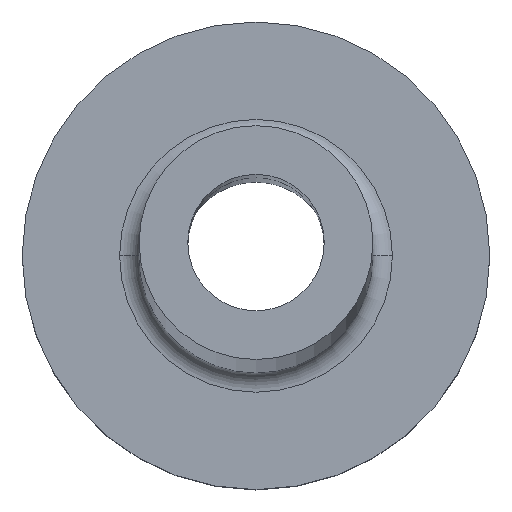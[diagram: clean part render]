
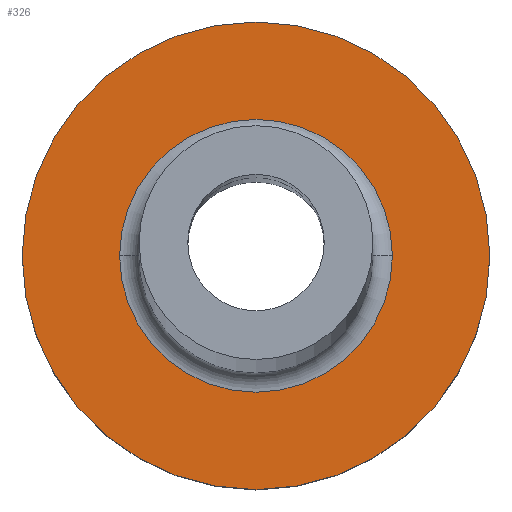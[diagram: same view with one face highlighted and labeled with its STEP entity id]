
A CAD part, top view. The second image highlights one B-rep face of the part: STEP entity #326.
In plain terms, the highlighted planar face has unit normal (0, 0, 1).
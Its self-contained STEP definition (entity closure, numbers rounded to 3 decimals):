
#2 = DIRECTION ( 'NONE',  ( 0., 0., 1. ) ) ;
#6 = ORIENTED_EDGE ( 'NONE', *, *, #422, .T. ) ;
#8 = ORIENTED_EDGE ( 'NONE', *, *, #384, .T. ) ;
#17 = EDGE_LOOP ( 'NONE', ( #6, #259 ) ) ;
#40 = DIRECTION ( 'NONE',  ( 1., 0., 0. ) ) ;
#44 = CIRCLE ( 'NONE', #343, 3.5 ) ;
#79 = CARTESIAN_POINT ( 'NONE',  ( 0., 0., 5. ) ) ;
#100 = EDGE_CURVE ( 'NONE', #288, #165, #166, .T. ) ;
#104 = CARTESIAN_POINT ( 'NONE',  ( 0., 0., 5. ) ) ;
#127 = AXIS2_PLACEMENT_3D ( 'NONE', #104, #322, #455 ) ;
#131 = CARTESIAN_POINT ( 'NONE',  ( 0., 0., 5. ) ) ;
#137 = CARTESIAN_POINT ( 'NONE',  ( 0., 0., 5. ) ) ;
#139 = CIRCLE ( 'NONE', #376, 6. ) ;
#150 = DIRECTION ( 'NONE',  ( 1., 0., 0. ) ) ;
#165 = VERTEX_POINT ( 'NONE', #297 ) ;
#166 = CIRCLE ( 'NONE', #127, 6. ) ;
#209 = CARTESIAN_POINT ( 'NONE',  ( 3.5, 0., 5. ) ) ;
#221 = AXIS2_PLACEMENT_3D ( 'NONE', #131, #227, #232 ) ;
#227 = DIRECTION ( 'NONE',  ( 0., 0., -1. ) ) ;
#231 = PLANE ( 'NONE',  #271 ) ;
#232 = DIRECTION ( 'NONE',  ( 1., 0., 0. ) ) ;
#233 = EDGE_CURVE ( 'NONE', #325, #382, #306, .T. ) ;
#259 = ORIENTED_EDGE ( 'NONE', *, *, #100, .T. ) ;
#271 = AXIS2_PLACEMENT_3D ( 'NONE', #79, #371, #150 ) ;
#288 = VERTEX_POINT ( 'NONE', #405 ) ;
#297 = CARTESIAN_POINT ( 'NONE',  ( -6., 0., 5. ) ) ;
#306 = CIRCLE ( 'NONE', #221, 3.5 ) ;
#314 = DIRECTION ( 'NONE',  ( 0., 0., -1. ) ) ;
#322 = DIRECTION ( 'NONE',  ( 0., 0., 1. ) ) ;
#325 = VERTEX_POINT ( 'NONE', #358 ) ;
#326 = ADVANCED_FACE ( 'NONE', ( #342, #374 ), #231, .T. ) ;
#342 = FACE_BOUND ( 'NONE', #386, .T. ) ;
#343 = AXIS2_PLACEMENT_3D ( 'NONE', #352, #314, #40 ) ;
#352 = CARTESIAN_POINT ( 'NONE',  ( 0., 0., 5. ) ) ;
#358 = CARTESIAN_POINT ( 'NONE',  ( -3.5, 0., 5. ) ) ;
#371 = DIRECTION ( 'NONE',  ( 0., 0., 1. ) ) ;
#374 = FACE_OUTER_BOUND ( 'NONE', #17, .T. ) ;
#376 = AXIS2_PLACEMENT_3D ( 'NONE', #137, #2, #426 ) ;
#382 = VERTEX_POINT ( 'NONE', #209 ) ;
#384 = EDGE_CURVE ( 'NONE', #382, #325, #44, .T. ) ;
#386 = EDGE_LOOP ( 'NONE', ( #8, #391 ) ) ;
#391 = ORIENTED_EDGE ( 'NONE', *, *, #233, .T. ) ;
#405 = CARTESIAN_POINT ( 'NONE',  ( 6., 0., 5. ) ) ;
#422 = EDGE_CURVE ( 'NONE', #165, #288, #139, .T. ) ;
#426 = DIRECTION ( 'NONE',  ( 1., 0., 0. ) ) ;
#455 = DIRECTION ( 'NONE',  ( 1., 0., 0. ) ) ;
